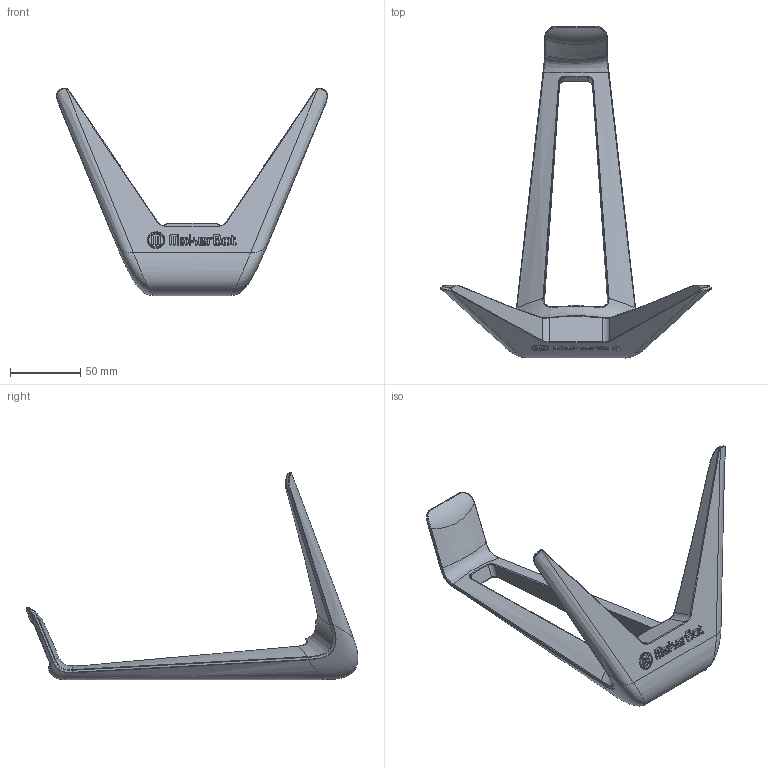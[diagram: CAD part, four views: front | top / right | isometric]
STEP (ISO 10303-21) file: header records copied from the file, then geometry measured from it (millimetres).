
FILE_DESCRIPTION (( 'STEP AP214' ), '1' );
FILE_NAME ('MakerBot Headphone Stand.STEP', '2016-09-22T14:47:45', ( 'Makerbot IT' ), ( 'Microsoft' ), 'SwSTEP 2.0', 'SolidWorks 2016', '' );
FILE_SCHEMA (( 'AUTOMOTIVE_DESIGN' ));
Length unit declared in the file: millimetre
Products named in the file (1): MakerBot Headphone Stand
Bounding box: 192.36 x 235.88 x 147.24 mm (x, y, z)
Volume: 247034.9 mm3; surface area: 51787.5 mm2
Topology: 1 solids, 1 shells, 385 faces, 996 edges, 624 vertices
Faces by surface type: bspline 244, plane 112, cylinder 23, sphere 4, torus 2
Entity records: 26708 total; most frequent: CARTESIAN_POINT 19179, ORIENTED_EDGE 1988, EDGE_CURVE 994, DIRECTION 805, VERTEX_POINT 624, B_SPLINE_CURVE_WITH_KNOTS 516, VECTOR 417, LINE 417
